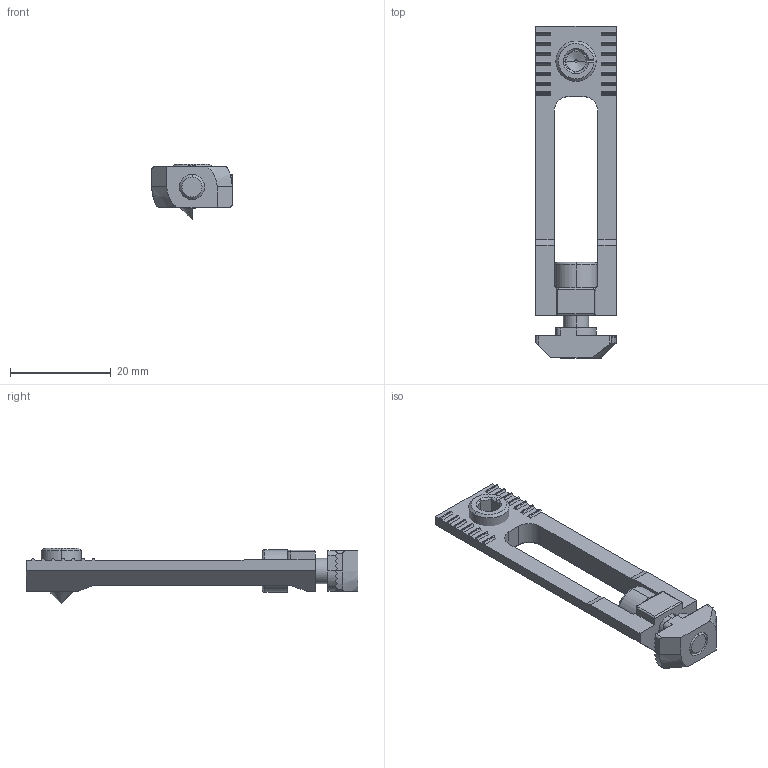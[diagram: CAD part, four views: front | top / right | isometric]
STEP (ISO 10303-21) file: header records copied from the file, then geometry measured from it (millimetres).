
FILE_DESCRIPTION (( 'STEP AP214' ), '1' );
FILE_NAME ('099d0830m0515.STEP', '2014-08-21T09:55:19', ( '' ), ( '' ), 'SwSTEP 2.0', 'SolidWorks 2014', '' );
FILE_SCHEMA (( 'AUTOMOTIVE_DESIGN' ));
Length unit declared in the file: millimetre
Products named in the file (5): 096h08430_096 h08 6 15; Zylinderschraube_DIN912_M5x14_Standard; 099d08-01_Standard; 099d0830m-01_Fertigteil; 099d0830m0515
Assembly tree (4 placements, depth 2):
  099d0830m0515
    099d0830m-01_Fertigteil
    099d08-01_Standard
    Zylinderschraube_DIN912_M5x14_Standard
    096h08430_096 h08 6 15
Bounding box: 16 x 66 x 11 mm (x, y, z)
Volume: 3634.5 mm3; surface area: 3748.7 mm2
Topology: 4 solids, 4 shells, 275 faces, 757 edges, 489 vertices
Faces by surface type: plane 151, cylinder 86, cone 24, torus 14
Entity records: 9308 total; most frequent: CARTESIAN_POINT 2122, ORIENTED_EDGE 1508, DIRECTION 1394, EDGE_CURVE 754, VERTEX_POINT 489, VECTOR 472, LINE 472, AXIS2_PLACEMENT_3D 461
